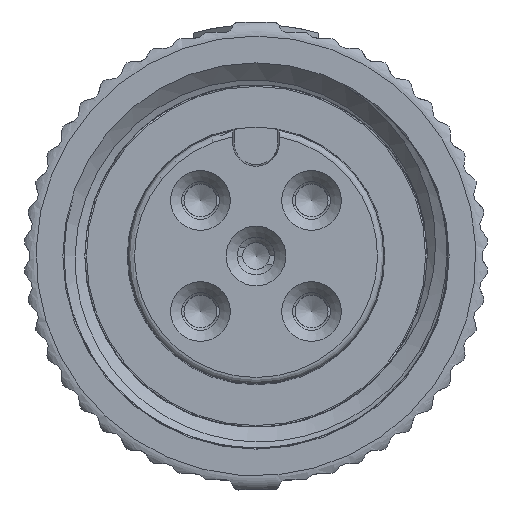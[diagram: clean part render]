
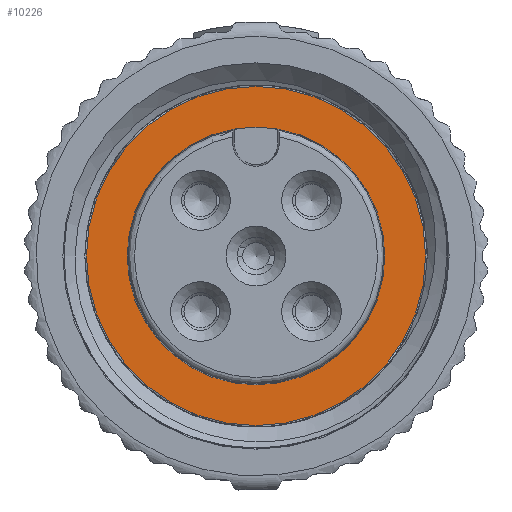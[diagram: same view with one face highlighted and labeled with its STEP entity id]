
A CAD part, left-side view. The second image highlights one B-rep face of the part: STEP entity #10226.
In plain terms, the highlighted face is planar.
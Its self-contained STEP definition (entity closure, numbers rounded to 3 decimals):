
#215=PLANE('',#11231);
#528=CIRCLE('',#11230,4.1);
#529=CIRCLE('',#11232,5.4);
#2371=ORIENTED_EDGE('',*,*,#5370,.F.);
#2372=ORIENTED_EDGE('',*,*,#5371,.F.);
#5370=EDGE_CURVE('',#6886,#6886,#528,.T.);
#5371=EDGE_CURVE('',#6887,#6887,#529,.T.);
#6886=VERTEX_POINT('',#15168);
#6887=VERTEX_POINT('',#15171);
#8544=EDGE_LOOP('',(#2371));
#8545=EDGE_LOOP('',(#2372));
#9392=FACE_BOUND('',#8544,.T.);
#9393=FACE_BOUND('',#8545,.T.);
#10226=ADVANCED_FACE('',(#9392,#9393),#215,.T.);
#11230=AXIS2_PLACEMENT_3D('',#15167,#12389,#12390);
#11231=AXIS2_PLACEMENT_3D('',#15169,#12391,#12392);
#11232=AXIS2_PLACEMENT_3D('',#15170,#12393,#12394);
#12389=DIRECTION('',(0.,0.,1.));
#12390=DIRECTION('',(0.,-1.,0.));
#12391=DIRECTION('',(0.,0.,1.));
#12392=DIRECTION('',(0.,1.,0.));
#12393=DIRECTION('',(0.,0.,-1.));
#12394=DIRECTION('',(0.,1.,0.));
#15167=CARTESIAN_POINT('',(0.,0.,-9.1));
#15168=CARTESIAN_POINT('',(0.,-4.1,-9.1));
#15169=CARTESIAN_POINT('',(0.,0.,-9.1));
#15170=CARTESIAN_POINT('',(0.,0.,-9.1));
#15171=CARTESIAN_POINT('',(0.,5.4,-9.1));
